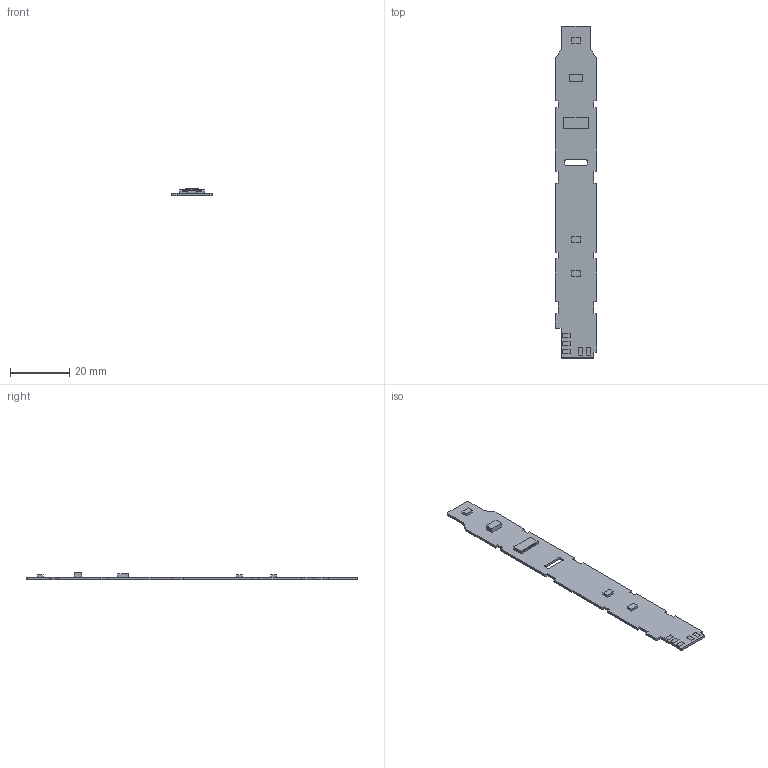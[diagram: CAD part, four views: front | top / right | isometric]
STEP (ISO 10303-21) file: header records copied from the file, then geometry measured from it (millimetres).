
FILE_DESCRIPTION(/* description */ (''),/* implementation_level */ '2;1');
FILE_NAME(/* name */ '0-PCB_1.step',/* time_stamp */ '2024-04-13T15:38:01+08:00',/* author */ (''),/* organization */ (''),/* preprocessor_version */ 'ST-DEVELOPER v20',/* originating_system */ 'Autodesk Translation Framework v12.20.1.177',/* authorisation */ '');
FILE_SCHEMA (('AUTOMOTIVE_DESIGN { 1 0 10303 214 3 1 1 }'));
Length unit declared in the file: millimetre
Products named in the file (1): 0-PCB_1
Bounding box: 14 x 112 x 2.4 mm (x, y, z)
Volume: 1232.5 mm3; surface area: 3274.5 mm2
Topology: 1 solids, 1 shells, 111 faces, 294 edges, 196 vertices
Faces by surface type: plane 105, cylinder 6
Entity records: 3448 total; most frequent: CARTESIAN_POINT 602, ORIENTED_EDGE 588, DIRECTION 530, EDGE_CURVE 294, LINE 282, VECTOR 282, VERTEX_POINT 196, EDGE_LOOP 124
